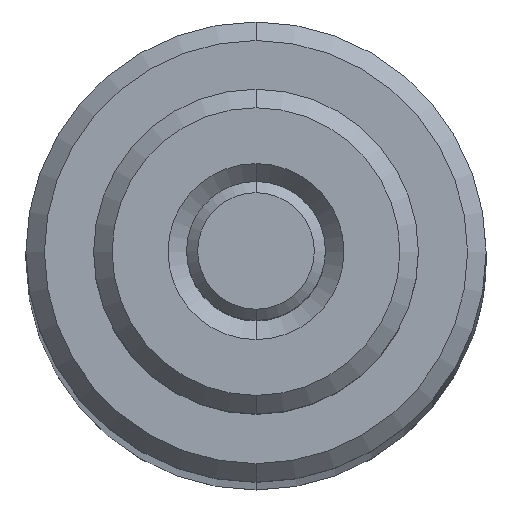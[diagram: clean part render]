
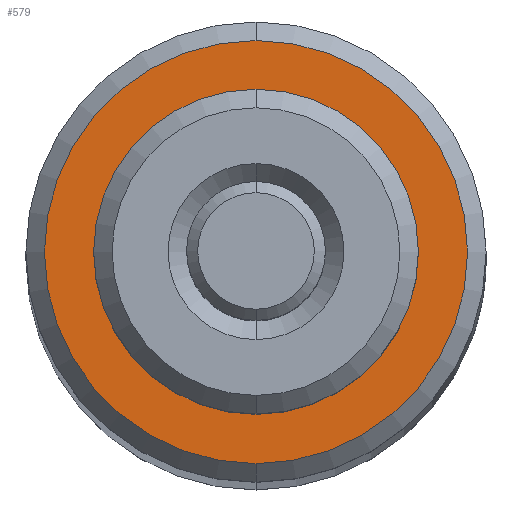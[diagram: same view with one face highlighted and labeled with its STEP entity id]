
A CAD part, top view. The second image highlights one B-rep face of the part: STEP entity #579.
In plain terms, the highlighted planar face has unit normal (0, 0, 1).
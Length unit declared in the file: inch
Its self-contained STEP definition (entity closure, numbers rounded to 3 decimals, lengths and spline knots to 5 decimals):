
#58 = DIRECTION ( 'NONE',  ( 0., -1., 0. ) ) ;
#102 = FACE_BOUND ( 'NONE', #894, .T. ) ;
#119 = ORIENTED_EDGE ( 'NONE', *, *, #2133, .T. ) ;
#381 = DIRECTION ( 'NONE',  ( 0., 0., 1. ) ) ;
#384 = DIRECTION ( 'NONE',  ( 0., 0., 1. ) ) ;
#454 = CIRCLE ( 'NONE', #2424, 0.285 ) ;
#561 = ORIENTED_EDGE ( 'NONE', *, *, #928, .T. ) ;
#579 = ADVANCED_FACE ( 'NONE', ( #2348, #102 ), #1172, .T. ) ;
#638 = CIRCLE ( 'NONE', #1439, 0.197 ) ;
#751 = CARTESIAN_POINT ( 'NONE',  ( 0., 0., -0.38 ) ) ;
#894 = EDGE_LOOP ( 'NONE', ( #1838, #1414 ) ) ;
#928 = EDGE_CURVE ( 'NONE', #2330, #1412, #454, .T. ) ;
#959 = CARTESIAN_POINT ( 'NONE',  ( 0., 0.21875, -0.38 ) ) ;
#975 = DIRECTION ( 'NONE',  ( 0., -1., 0. ) ) ;
#1024 = CARTESIAN_POINT ( 'NONE',  ( 0., 0., -0.38 ) ) ;
#1116 = VERTEX_POINT ( 'NONE', #1632 ) ;
#1172 = PLANE ( 'NONE',  #2173 ) ;
#1173 = EDGE_LOOP ( 'NONE', ( #119, #561 ) ) ;
#1239 = DIRECTION ( 'NONE',  ( 0., -1., 0. ) ) ;
#1298 = CARTESIAN_POINT ( 'NONE',  ( 0., 0.197, -0.38 ) ) ;
#1392 = DIRECTION ( 'NONE',  ( 0., 0., 1. ) ) ;
#1412 = VERTEX_POINT ( 'NONE', #2265 ) ;
#1414 = ORIENTED_EDGE ( 'NONE', *, *, #1468, .F. ) ;
#1439 = AXIS2_PLACEMENT_3D ( 'NONE', #1024, #2584, #1239 ) ;
#1468 = EDGE_CURVE ( 'NONE', #1799, #1116, #1560, .T. ) ;
#1560 = CIRCLE ( 'NONE', #2556, 0.197 ) ;
#1608 = EDGE_CURVE ( 'NONE', #1116, #1799, #638, .T. ) ;
#1632 = CARTESIAN_POINT ( 'NONE',  ( 0., -0.197, -0.38 ) ) ;
#1712 = CARTESIAN_POINT ( 'NONE',  ( 0., 0., -0.38 ) ) ;
#1716 = CARTESIAN_POINT ( 'NONE',  ( 0., 0., -0.38 ) ) ;
#1745 = AXIS2_PLACEMENT_3D ( 'NONE', #1716, #384, #1951 ) ;
#1799 = VERTEX_POINT ( 'NONE', #1298 ) ;
#1838 = ORIENTED_EDGE ( 'NONE', *, *, #1608, .F. ) ;
#1944 = DIRECTION ( 'NONE',  ( 0., -1., 0. ) ) ;
#1951 = DIRECTION ( 'NONE',  ( 0., -1., 0. ) ) ;
#2133 = EDGE_CURVE ( 'NONE', #1412, #2330, #2254, .T. ) ;
#2173 = AXIS2_PLACEMENT_3D ( 'NONE', #959, #1392, #58 ) ;
#2254 = CIRCLE ( 'NONE', #1745, 0.285 ) ;
#2265 = CARTESIAN_POINT ( 'NONE',  ( 0., 0.285, -0.38 ) ) ;
#2303 = DIRECTION ( 'NONE',  ( 0., 0., 1. ) ) ;
#2330 = VERTEX_POINT ( 'NONE', #2720 ) ;
#2348 = FACE_OUTER_BOUND ( 'NONE', #1173, .T. ) ;
#2424 = AXIS2_PLACEMENT_3D ( 'NONE', #1712, #381, #1944 ) ;
#2556 = AXIS2_PLACEMENT_3D ( 'NONE', #751, #2303, #975 ) ;
#2584 = DIRECTION ( 'NONE',  ( 0., 0., 1. ) ) ;
#2720 = CARTESIAN_POINT ( 'NONE',  ( 0., -0.285, -0.38 ) ) ;
